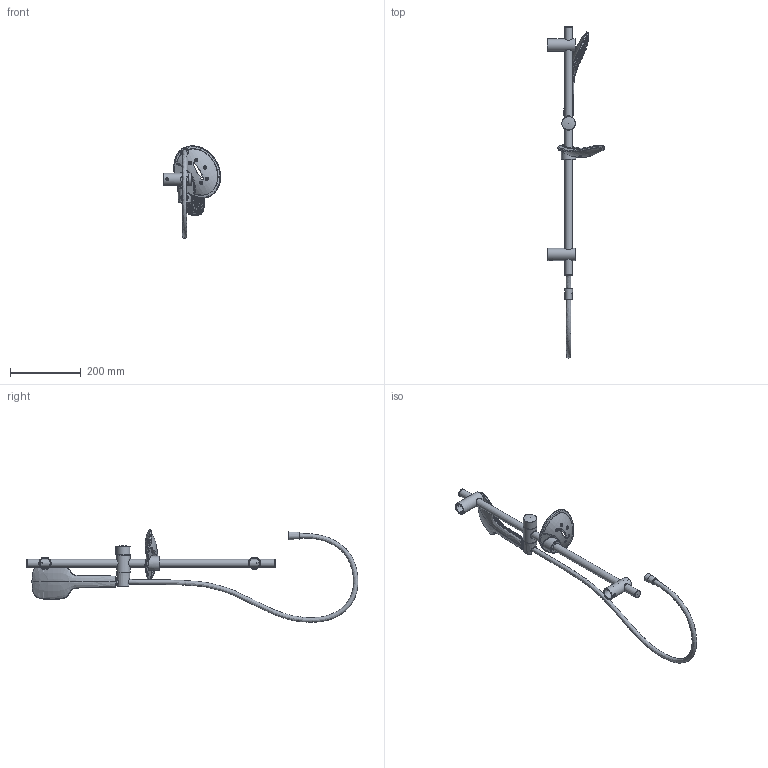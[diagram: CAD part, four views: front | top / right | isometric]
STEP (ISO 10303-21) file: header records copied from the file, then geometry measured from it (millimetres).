
FILE_DESCRIPTION (( 'STEP AP203' ), '1' );
FILE_NAME ('99HP10639.STEP', '2025-01-23T05:38:54', ( '' ), ( '' ), 'SwSTEP 2.0', 'SolidWorks 2021', '' );
FILE_SCHEMA (( 'CONFIG_CONTROL_DESIGN' ));
Length unit declared in the file: millimetre
Products named in the file (1): 99HP10639
Bounding box: 161.56 x 936.6 x 260.54 mm (x, y, z)
Volume: 819213.4 mm3; surface area: 314631.9 mm2
Topology: 12 solids, 12 shells, 3035 faces, 8456 edges, 5546 vertices
Faces by surface type: bspline 1933, cylinder 461, plane 398, cone 222, torus 17, sphere 4
Full cylindrical faces by diameter (mm): 0.081 x1, 1.7 x2, 2 x1, 3.1 x50, 3.6 x50, 3.9 x2, 4.4 x50, 4.5 x1, 6.2 x1, 6.281 x1, 8 x5, 13.4 x1, 13.481 x1, 14 x1, 14.081 x1, 18.1 x1, 18.181 x1, 18.6 x4, 18.632 x1, 18.713 x1, 21.656 x2, 22 x3, 22.3 x4, 22.5 x1, 23.4 x1, 34.5 x2, 35 x4, 38 x1, 40 x1
Entity records: 365006 total; most frequent: CARTESIAN_POINT 310845, ORIENTED_EDGE 15282, EDGE_CURVE 7641, B_SPLINE_CURVE_WITH_KNOTS 5981, VERTEX_POINT 5235, EDGE_LOOP 3882, DIRECTION 3822, FACE_OUTER_BOUND 3310
